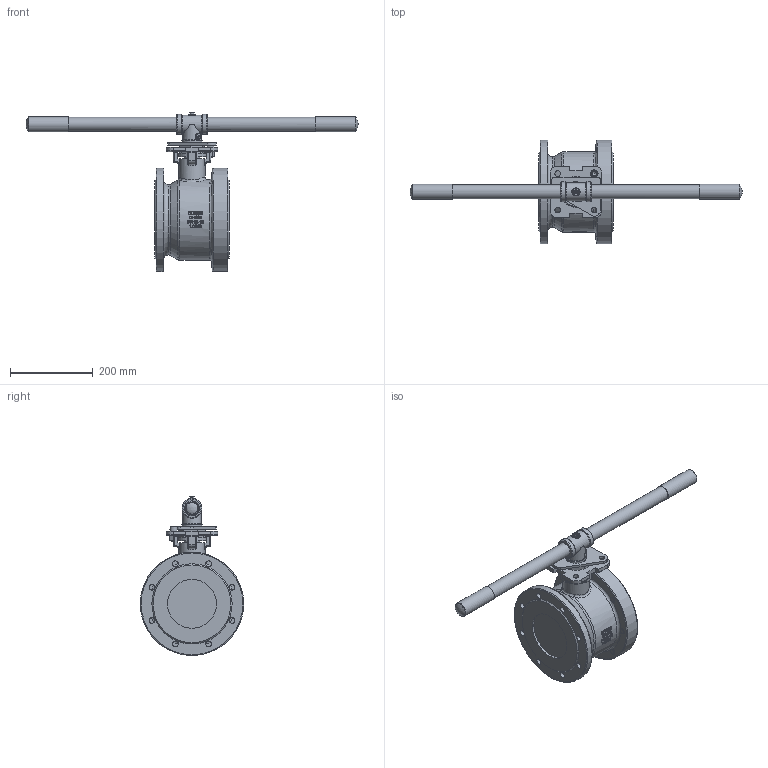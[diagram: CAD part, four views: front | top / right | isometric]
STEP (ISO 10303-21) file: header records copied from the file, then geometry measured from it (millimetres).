
FILE_DESCRIPTION(/* description */ ('Kugelhahn DN125 handbetätigt (PN16) - Konturvereinfachung'),/* implementation_level */ '2;1');
FILE_NAME(/* name */ '79-125-16.stp',/* time_stamp */ '2016-10-31T12:45:12+01:00',/* author */ ('sci'),/* organization */ (''),/* preprocessor_version */ 'ST-DEVELOPER v16.1',/* originating_system */ 'Autodesk Inventor 2016',/* authorisation */ '');
FILE_SCHEMA (('AUTOMOTIVE_DESIGN { 1 0 10303 214 3 1 1 }'));
Products named in the file (1): ENG-006129
Bounding box: 802.73 x 250 x 384.58 mm (x, y, z)
Volume: 6612398.3 mm3; surface area: 564145.4 mm2
Topology: 2 solids, 12 shells, 982 faces, 2531 edges, 1628 vertices
Faces by surface type: plane 386, bspline 276, cylinder 211, torus 60, cone 43, sphere 6
Full cylindrical faces by diameter (mm): 8.376 x1, 10 x2, 12 x2, 13 x1, 13.5 x4, 13.835 x16, 14 x16, 15.5 x8, 18 x2, 21 x8, 24 x8, 27.5 x1, 33.5 x1, 34.5 x1, 36 x2, 38 x1, 38.1 x1, 45 x1, 48 x2, 49 x1, 63 x1, 69.85 x1, 74 x1, 118 x2, 170 x1, 195 x1, 250 x2
Entity records: 94447 total; most frequent: CARTESIAN_POINT 72719, ORIENTED_EDGE 4590, DIRECTION 3398, EDGE_CURVE 2294, VERTEX_POINT 1554, EDGE_LOOP 1265, AXIS2_PLACEMENT_3D 1241, STYLED_ITEM 983
